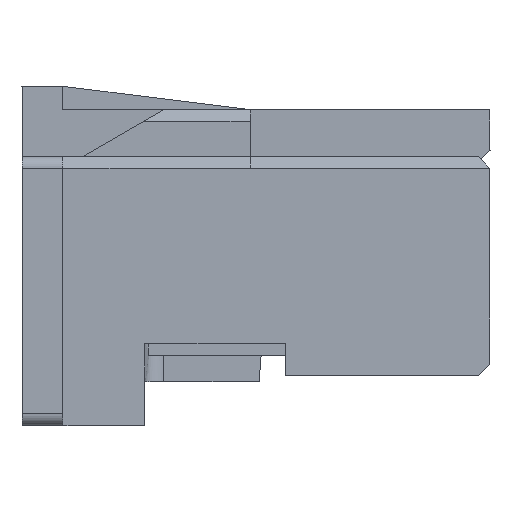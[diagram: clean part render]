
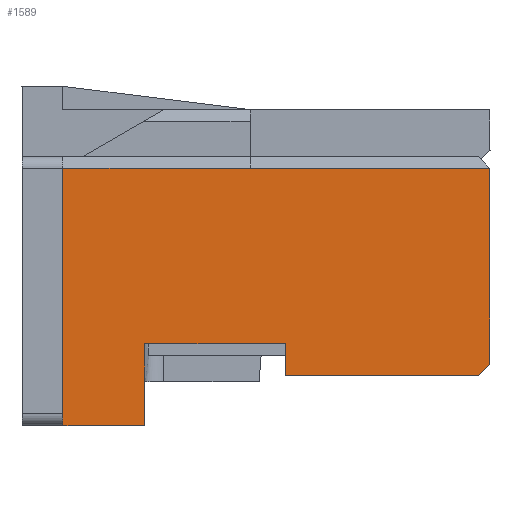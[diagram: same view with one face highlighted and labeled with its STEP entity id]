
A CAD part, left-side view. The second image highlights one B-rep face of the part: STEP entity #1589.
In plain terms, the highlighted planar face has unit normal (-1, 0, 0).
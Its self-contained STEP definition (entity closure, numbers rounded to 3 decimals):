
#83=CARTESIAN_POINT('',(-5.15,0.,-1.));
#84=VERTEX_POINT('',#83);
#244=CARTESIAN_POINT('',(-5.15,4.1,-1.));
#245=VERTEX_POINT('',#244);
#252=CARTESIAN_POINT('',(-5.15,4.1,-1.));
#253=DIRECTION('',(0.,-1.,0.));
#254=VECTOR('',#253,4.1);
#255=LINE('',#252,#254);
#256=EDGE_CURVE('',#245,#84,#255,.T.);
#266=CARTESIAN_POINT('',(-5.15,0.,-4.35));
#267=VERTEX_POINT('',#266);
#388=CARTESIAN_POINT('',(-5.15,0.,-1.));
#389=DIRECTION('',(0.,0.,-1.));
#390=VECTOR('',#389,3.35);
#391=LINE('',#388,#390);
#392=EDGE_CURVE('',#84,#267,#391,.T.);
#1471=CARTESIAN_POINT('',(-5.148,7.3,-0.998));
#1472=VERTEX_POINT('',#1471);
#1498=CARTESIAN_POINT('',(-5.15,7.3,-5.4));
#1499=VERTEX_POINT('',#1498);
#1506=CARTESIAN_POINT('',(-5.15,7.3,-5.4));
#1507=DIRECTION('',(0.001,0.,1.));
#1508=VECTOR('',#1507,4.402);
#1509=LINE('',#1506,#1508);
#1510=EDGE_CURVE('',#1499,#1472,#1509,.T.);
#1520=CARTESIAN_POINT('',(-5.148,7.3,-0.998));
#1521=DIRECTION('',(-0.001,-1.,-0.001));
#1522=VECTOR('',#1521,3.2);
#1523=LINE('',#1520,#1522);
#1524=EDGE_CURVE('',#1472,#245,#1523,.T.);
#1532=CARTESIAN_POINT('',(-5.15,4.519,-2.485));
#1533=DIRECTION('',(0.,0.,1.));
#1534=DIRECTION('',(-1.,0.,0.));
#1535=AXIS2_PLACEMENT_3D('',#1532,#1534,#1533);
#1536=PLANE('',#1535);
#1537=CARTESIAN_POINT('',(-5.15,5.9,-5.4));
#1538=VERTEX_POINT('',#1537);
#1539=CARTESIAN_POINT('',(-5.15,7.3,-5.4));
#1540=DIRECTION('',(0.,-1.,0.));
#1541=VECTOR('',#1540,1.4);
#1542=LINE('',#1539,#1541);
#1543=EDGE_CURVE('',#1499,#1538,#1542,.T.);
#1544=ORIENTED_EDGE('',*,*,#1543,.T.);
#1545=CARTESIAN_POINT('',(-5.15,5.9,-4.));
#1546=VERTEX_POINT('',#1545);
#1547=CARTESIAN_POINT('',(-5.15,5.9,-5.4));
#1548=DIRECTION('',(0.,0.,1.));
#1549=VECTOR('',#1548,1.4);
#1550=LINE('',#1547,#1549);
#1551=EDGE_CURVE('',#1538,#1546,#1550,.T.);
#1552=ORIENTED_EDGE('',*,*,#1551,.T.);
#1553=CARTESIAN_POINT('',(-5.15,3.5,-4.));
#1554=VERTEX_POINT('',#1553);
#1555=CARTESIAN_POINT('',(-5.15,5.9,-4.));
#1556=DIRECTION('',(0.,-1.,0.));
#1557=VECTOR('',#1556,2.4);
#1558=LINE('',#1555,#1557);
#1559=EDGE_CURVE('',#1546,#1554,#1558,.T.);
#1560=ORIENTED_EDGE('',*,*,#1559,.T.);
#1561=CARTESIAN_POINT('',(-5.15,3.5,-4.55));
#1562=VERTEX_POINT('',#1561);
#1563=CARTESIAN_POINT('',(-5.15,3.5,-4.));
#1564=DIRECTION('',(0.,0.,-1.));
#1565=VECTOR('',#1564,0.55);
#1566=LINE('',#1563,#1565);
#1567=EDGE_CURVE('',#1554,#1562,#1566,.T.);
#1568=ORIENTED_EDGE('',*,*,#1567,.T.);
#1569=CARTESIAN_POINT('',(-5.15,0.2,-4.55));
#1570=VERTEX_POINT('',#1569);
#1571=CARTESIAN_POINT('',(-5.15,3.5,-4.55));
#1572=DIRECTION('',(0.,-1.,0.));
#1573=VECTOR('',#1572,3.3);
#1574=LINE('',#1571,#1573);
#1575=EDGE_CURVE('',#1562,#1570,#1574,.T.);
#1576=ORIENTED_EDGE('',*,*,#1575,.T.);
#1577=CARTESIAN_POINT('',(-5.15,0.2,-4.55));
#1578=DIRECTION('',(0.,-0.707,0.707));
#1579=VECTOR('',#1578,0.283);
#1580=LINE('',#1577,#1579);
#1581=EDGE_CURVE('',#1570,#267,#1580,.T.);
#1582=ORIENTED_EDGE('',*,*,#1581,.T.);
#1583=ORIENTED_EDGE('',*,*,#392,.F.);
#1584=ORIENTED_EDGE('',*,*,#256,.F.);
#1585=ORIENTED_EDGE('',*,*,#1524,.F.);
#1586=ORIENTED_EDGE('',*,*,#1510,.F.);
#1587=EDGE_LOOP('',(#1544,#1552,#1560,#1568,#1576,#1582,#1583,#1584,#1585,#1586));
#1588=FACE_OUTER_BOUND('',#1587,.T.);
#1589=ADVANCED_FACE('',(#1588),#1536,.T.);
